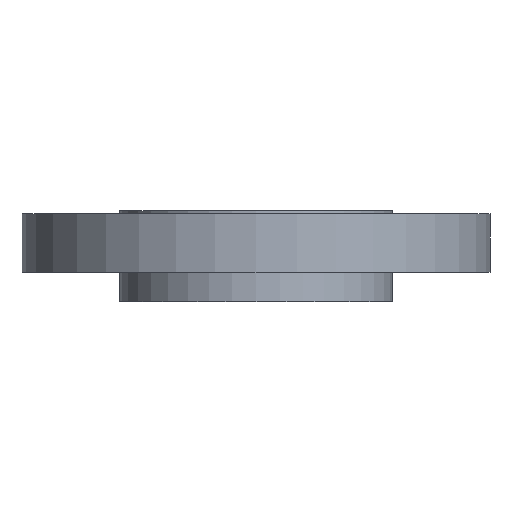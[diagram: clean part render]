
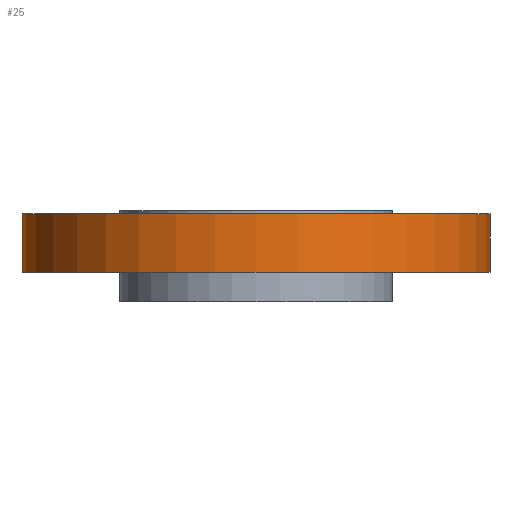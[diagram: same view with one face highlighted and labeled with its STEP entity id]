
A CAD part, front view. The second image highlights one B-rep face of the part: STEP entity #25.
In plain terms, the highlighted cylindrical face has radius 114.3 mm (diameter 228.6 mm), a partial arc.
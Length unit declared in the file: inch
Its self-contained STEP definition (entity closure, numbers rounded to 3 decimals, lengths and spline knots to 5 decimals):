
#25 = ADVANCED_FACE ( 'NONE', ( #232 ), #404, .T. ) ;
#91 = CARTESIAN_POINT ( 'NONE',  ( 0., 0., -13.91792 ) ) ;
#111 = AXIS2_PLACEMENT_3D ( 'NONE', #777, #482, #938 ) ;
#136 = ORIENTED_EDGE ( 'NONE', *, *, #186, .F. ) ;
#141 = AXIS2_PLACEMENT_3D ( 'NONE', #91, #771, #542 ) ;
#186 = EDGE_CURVE ( 'NONE', #559, #857, #416, .T. ) ;
#195 = CARTESIAN_POINT ( 'NONE',  ( 0., 0., -0.0625 ) ) ;
#232 = FACE_OUTER_BOUND ( 'NONE', #445, .T. ) ;
#253 = CARTESIAN_POINT ( 'NONE',  ( 4.5, 0., -1.19 ) ) ;
#367 = CARTESIAN_POINT ( 'NONE',  ( -4.5, 0., -0.0625 ) ) ;
#404 = CYLINDRICAL_SURFACE ( 'NONE', #141, 4.5 ) ;
#416 = CIRCLE ( 'NONE', #933, 4.5 ) ;
#445 = EDGE_LOOP ( 'NONE', ( #565, #521, #772, #136 ) ) ;
#482 = DIRECTION ( 'NONE',  ( 0., 0., -1. ) ) ;
#513 = VERTEX_POINT ( 'NONE', #958 ) ;
#516 = EDGE_CURVE ( 'NONE', #513, #559, #859, .T. ) ;
#521 = ORIENTED_EDGE ( 'NONE', *, *, #764, .F. ) ;
#528 = VECTOR ( 'NONE', #971, 39.37008 ) ;
#542 = DIRECTION ( 'NONE',  ( 1., 0., 0. ) ) ;
#559 = VERTEX_POINT ( 'NONE', #367 ) ;
#565 = ORIENTED_EDGE ( 'NONE', *, *, #516, .F. ) ;
#576 = EDGE_CURVE ( 'NONE', #823, #857, #674, .T. ) ;
#628 = CARTESIAN_POINT ( 'NONE',  ( 4.5, 0., -0.0625 ) ) ;
#641 = CIRCLE ( 'NONE', #111, 4.5 ) ;
#674 = LINE ( 'NONE', #811, #783 ) ;
#729 = DIRECTION ( 'NONE',  ( 0., 0., 1. ) ) ;
#764 = EDGE_CURVE ( 'NONE', #823, #513, #641, .T. ) ;
#771 = DIRECTION ( 'NONE',  ( 0., 0., 1. ) ) ;
#772 = ORIENTED_EDGE ( 'NONE', *, *, #576, .T. ) ;
#777 = CARTESIAN_POINT ( 'NONE',  ( 0., 0., -1.19 ) ) ;
#783 = VECTOR ( 'NONE', #729, 39.37008 ) ;
#811 = CARTESIAN_POINT ( 'NONE',  ( 4.5, 0., -13.91792 ) ) ;
#823 = VERTEX_POINT ( 'NONE', #253 ) ;
#857 = VERTEX_POINT ( 'NONE', #628 ) ;
#859 = LINE ( 'NONE', #885, #528 ) ;
#877 = DIRECTION ( 'NONE',  ( 1., 0., 0. ) ) ;
#885 = CARTESIAN_POINT ( 'NONE',  ( -4.5, 0., -13.91792 ) ) ;
#893 = DIRECTION ( 'NONE',  ( 0., 0., 1. ) ) ;
#933 = AXIS2_PLACEMENT_3D ( 'NONE', #195, #893, #877 ) ;
#938 = DIRECTION ( 'NONE',  ( 1., 0., 0. ) ) ;
#958 = CARTESIAN_POINT ( 'NONE',  ( -4.5, 0., -1.19 ) ) ;
#971 = DIRECTION ( 'NONE',  ( 0., 0., 1. ) ) ;
